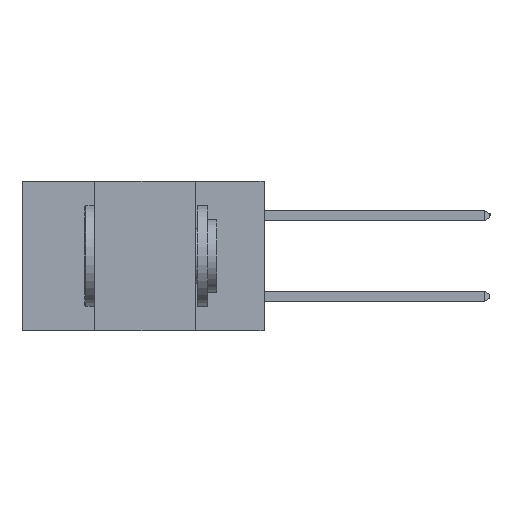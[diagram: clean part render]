
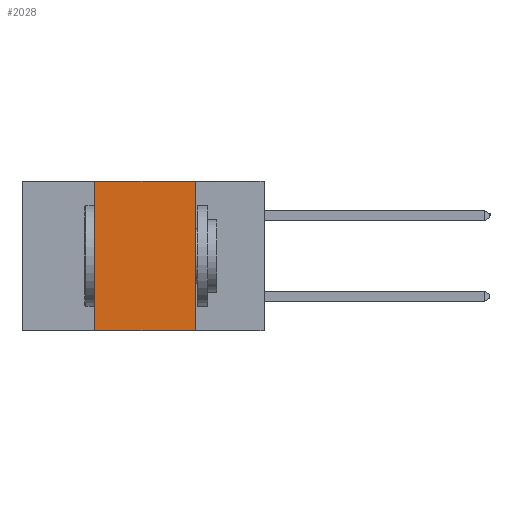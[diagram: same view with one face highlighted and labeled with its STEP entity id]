
A CAD part, left-side view. The second image highlights one B-rep face of the part: STEP entity #2028.
In plain terms, the highlighted planar face has unit normal (-1, 0, 0).
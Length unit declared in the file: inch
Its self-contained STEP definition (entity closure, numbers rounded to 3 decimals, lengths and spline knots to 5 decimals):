
#228 = VERTEX_POINT ( 'NONE', #5948 ) ;
#341 = VERTEX_POINT ( 'NONE', #10647 ) ;
#387 = VERTEX_POINT ( 'NONE', #11764 ) ;
#395 = VECTOR ( 'NONE', #3586, 39.37008 ) ;
#1876 = LINE ( 'NONE', #3083, #2146 ) ;
#2028 = ADVANCED_FACE ( 'NONE', ( #10047 ), #3595, .F. ) ;
#2146 = VECTOR ( 'NONE', #7040, 39.37008 ) ;
#2273 = CARTESIAN_POINT ( 'NONE',  ( 0., 0.6, 0. ) ) ;
#2593 = VECTOR ( 'NONE', #13795, 39.37008 ) ;
#3083 = CARTESIAN_POINT ( 'NONE',  ( 0., 0.6, -0.37 ) ) ;
#3417 = DIRECTION ( 'NONE',  ( 1., 0., 0. ) ) ;
#3434 = LINE ( 'NONE', #12312, #4395 ) ;
#3586 = DIRECTION ( 'NONE',  ( 0., -1., 0. ) ) ;
#3595 = PLANE ( 'NONE',  #8229 ) ;
#4395 = VECTOR ( 'NONE', #5776, 39.37008 ) ;
#4889 = LINE ( 'NONE', #2273, #395 ) ;
#5542 = ORIENTED_EDGE ( 'NONE', *, *, #8855, .F. ) ;
#5776 = DIRECTION ( 'NONE',  ( 0., 0., 1. ) ) ;
#5877 = LINE ( 'NONE', #11049, #2593 ) ;
#5948 = CARTESIAN_POINT ( 'NONE',  ( 0., 0.42, 0. ) ) ;
#7040 = DIRECTION ( 'NONE',  ( 0., -1., 0. ) ) ;
#8132 = CARTESIAN_POINT ( 'NONE',  ( 0., 0.42, -0.37 ) ) ;
#8229 = AXIS2_PLACEMENT_3D ( 'NONE', #10224, #3417, #16801 ) ;
#8855 = EDGE_CURVE ( 'NONE', #341, #387, #5877, .T. ) ;
#9138 = EDGE_LOOP ( 'NONE', ( #5542, #13675, #15590, #11569 ) ) ;
#9607 = VERTEX_POINT ( 'NONE', #8132 ) ;
#9808 = EDGE_CURVE ( 'NONE', #228, #341, #4889, .T. ) ;
#10047 = FACE_OUTER_BOUND ( 'NONE', #9138, .T. ) ;
#10224 = CARTESIAN_POINT ( 'NONE',  ( 0., 0.6, 0. ) ) ;
#10647 = CARTESIAN_POINT ( 'NONE',  ( 0., 0.17, 0. ) ) ;
#11049 = CARTESIAN_POINT ( 'NONE',  ( 0., 0.17, -0.37 ) ) ;
#11569 = ORIENTED_EDGE ( 'NONE', *, *, #15671, .T. ) ;
#11764 = CARTESIAN_POINT ( 'NONE',  ( 0., 0.17, -0.37 ) ) ;
#12312 = CARTESIAN_POINT ( 'NONE',  ( 0., 0.42, -0.37 ) ) ;
#13675 = ORIENTED_EDGE ( 'NONE', *, *, #9808, .F. ) ;
#13795 = DIRECTION ( 'NONE',  ( 0., 0., -1. ) ) ;
#15590 = ORIENTED_EDGE ( 'NONE', *, *, #16736, .F. ) ;
#15671 = EDGE_CURVE ( 'NONE', #9607, #387, #1876, .T. ) ;
#16736 = EDGE_CURVE ( 'NONE', #9607, #228, #3434, .T. ) ;
#16801 = DIRECTION ( 'NONE',  ( 0., 0., -1. ) ) ;
